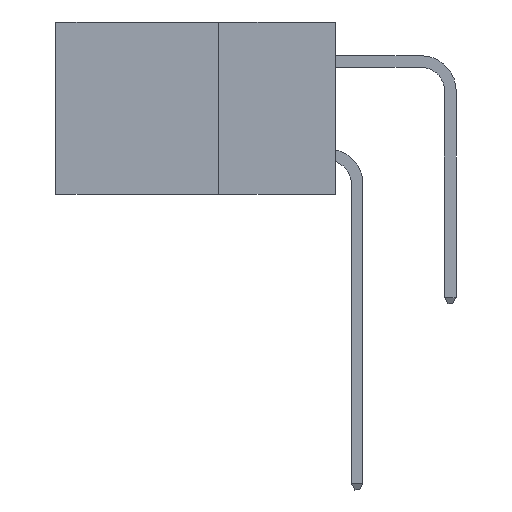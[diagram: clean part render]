
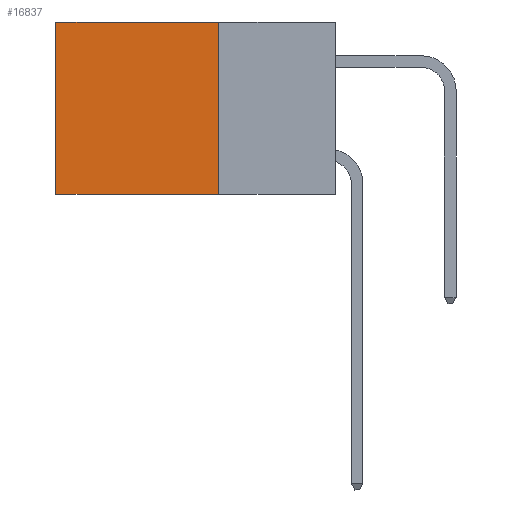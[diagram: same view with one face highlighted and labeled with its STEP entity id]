
A CAD part, left-side view. The second image highlights one B-rep face of the part: STEP entity #16837.
In plain terms, the highlighted planar face has unit normal (-1, 0, 0).
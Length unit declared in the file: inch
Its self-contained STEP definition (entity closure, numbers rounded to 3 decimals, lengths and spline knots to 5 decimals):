
#3917 = VECTOR ( 'NONE', #10251, 39.37008 ) ;
#4660 = EDGE_CURVE ( 'NONE', #31064, #26018, #19933, .T. ) ;
#5299 = EDGE_CURVE ( 'NONE', #16131, #31064, #10851, .T. ) ;
#7875 = LINE ( 'NONE', #10276, #19783 ) ;
#7877 = DIRECTION ( 'NONE',  ( 0., 0., -1. ) ) ;
#9307 = VECTOR ( 'NONE', #23352, 39.37008 ) ;
#9788 = ORIENTED_EDGE ( 'NONE', *, *, #20414, .F. ) ;
#10251 = DIRECTION ( 'NONE',  ( 0., 1., 0. ) ) ;
#10276 = CARTESIAN_POINT ( 'NONE',  ( 0.2875, 0.25, 0. ) ) ;
#10851 = LINE ( 'NONE', #12381, #3917 ) ;
#12381 = CARTESIAN_POINT ( 'NONE',  ( 0.2875, 0.25, 0. ) ) ;
#13752 = FACE_OUTER_BOUND ( 'NONE', #31224, .T. ) ;
#13830 = ORIENTED_EDGE ( 'NONE', *, *, #21572, .F. ) ;
#13897 = CARTESIAN_POINT ( 'NONE',  ( 0.2875, 0.25, -0.37 ) ) ;
#14413 = VERTEX_POINT ( 'NONE', #13897 ) ;
#14488 = DIRECTION ( 'NONE',  ( 0., 0., -1. ) ) ;
#15424 = CARTESIAN_POINT ( 'NONE',  ( 0.2875, 0.25, 0. ) ) ;
#15811 = CARTESIAN_POINT ( 'NONE',  ( 0.2875, 0.6, 0. ) ) ;
#16131 = VERTEX_POINT ( 'NONE', #15424 ) ;
#16353 = LINE ( 'NONE', #16610, #32410 ) ;
#16610 = CARTESIAN_POINT ( 'NONE',  ( 0.2875, 0.25, -0.37 ) ) ;
#16837 = ADVANCED_FACE ( 'NONE', ( #13752 ), #30537, .F. ) ;
#16997 = DIRECTION ( 'NONE',  ( 1., 0., 0. ) ) ;
#17475 = CARTESIAN_POINT ( 'NONE',  ( 0.2875, 0.25, 0. ) ) ;
#19783 = VECTOR ( 'NONE', #7877, 39.37008 ) ;
#19933 = LINE ( 'NONE', #20373, #9307 ) ;
#20373 = CARTESIAN_POINT ( 'NONE',  ( 0.2875, 0.6, 0. ) ) ;
#20414 = EDGE_CURVE ( 'NONE', #16131, #14413, #7875, .T. ) ;
#20669 = CARTESIAN_POINT ( 'NONE',  ( 0.2875, 0.6, -0.37 ) ) ;
#21572 = EDGE_CURVE ( 'NONE', #14413, #26018, #16353, .T. ) ;
#23352 = DIRECTION ( 'NONE',  ( 0., 0., -1. ) ) ;
#26018 = VERTEX_POINT ( 'NONE', #20669 ) ;
#27209 = DIRECTION ( 'NONE',  ( 0., 1., 0. ) ) ;
#28100 = AXIS2_PLACEMENT_3D ( 'NONE', #17475, #16997, #14488 ) ;
#29882 = ORIENTED_EDGE ( 'NONE', *, *, #5299, .T. ) ;
#30442 = ORIENTED_EDGE ( 'NONE', *, *, #4660, .T. ) ;
#30537 = PLANE ( 'NONE',  #28100 ) ;
#31064 = VERTEX_POINT ( 'NONE', #15811 ) ;
#31224 = EDGE_LOOP ( 'NONE', ( #30442, #13830, #9788, #29882 ) ) ;
#32410 = VECTOR ( 'NONE', #27209, 39.37008 ) ;
